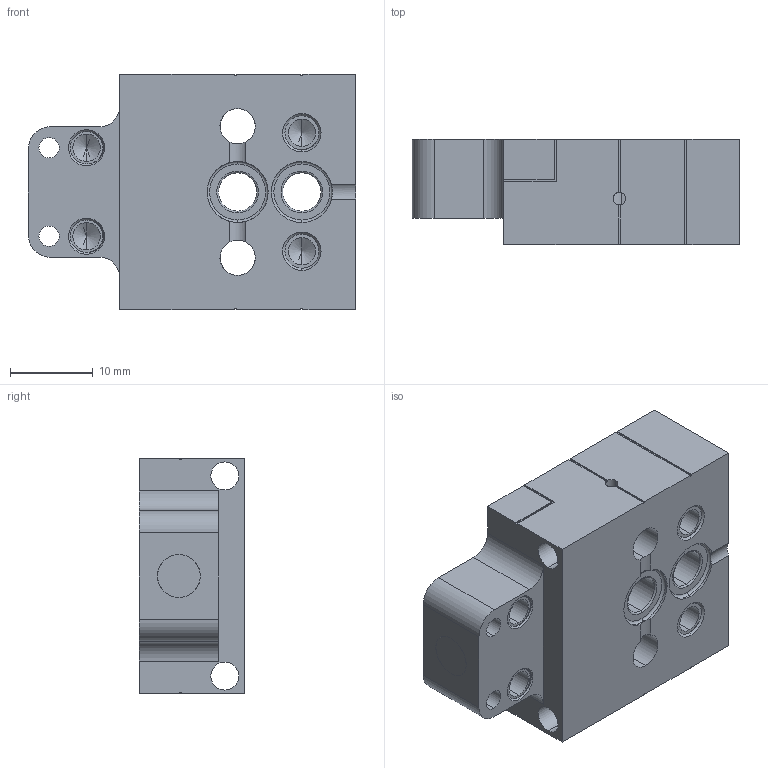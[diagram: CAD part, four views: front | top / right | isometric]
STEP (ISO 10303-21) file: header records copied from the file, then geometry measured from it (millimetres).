
FILE_DESCRIPTION (( 'STEP AP214' ), '1' );
FILE_NAME ('101000092554.STEP', '2025-11-04T07:19:06', ( 'Microsoft' ), ( 'Microsoft' ), 'SwSTEP 2.0', 'SolidWorks 2025', '' );
FILE_SCHEMA (( 'AUTOMOTIVE_DESIGN' ));
Length unit declared in the file: millimetre
Products named in the file (1): 101000092554
Bounding box: 39.45 x 12.7 x 28.45 mm (x, y, z)
Volume: 9180.3 mm3; surface area: 6136.8 mm2
Topology: 1 solids, 1 shells, 363 faces, 993 edges, 631 vertices
Faces by surface type: cylinder 218, plane 67, cone 32, torus 22, bspline 16, sphere 8
Entity records: 19132 total; most frequent: CARTESIAN_POINT 10797, ORIENTED_EDGE 1950, DIRECTION 1575, EDGE_CURVE 975, VERTEX_POINT 631, AXIS2_PLACEMENT_3D 597, EDGE_LOOP 402, VECTOR 381
